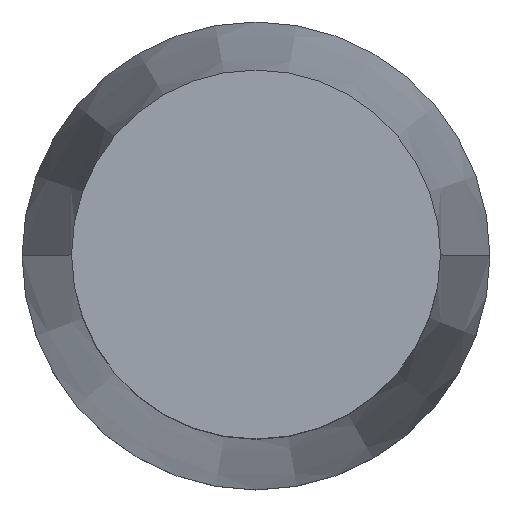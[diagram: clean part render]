
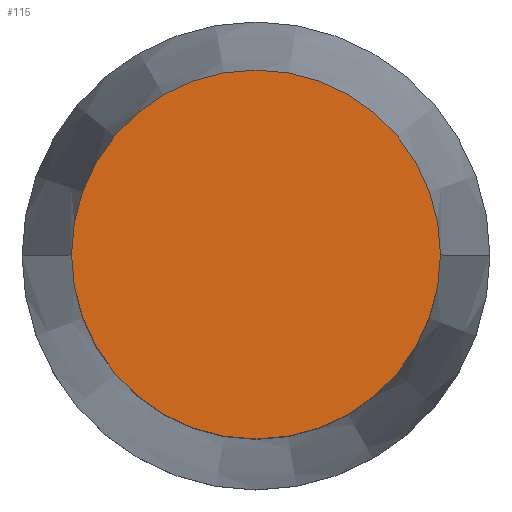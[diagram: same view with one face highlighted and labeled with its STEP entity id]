
A CAD part, top view. The second image highlights one B-rep face of the part: STEP entity #115.
In plain terms, the highlighted planar face has unit normal (0, 0, 1).
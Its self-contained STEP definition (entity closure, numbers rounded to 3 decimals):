
#3 = AXIS2_PLACEMENT_3D ( 'NONE', #650, #670, #672 ) ;
#9 = AXIS2_PLACEMENT_3D ( 'NONE', #568, #297, #221 ) ;
#15 = CARTESIAN_POINT ( 'NONE',  ( -10.25, 0., 0. ) ) ;
#18 = VERTEX_POINT ( 'NONE', #15 ) ;
#94 = ORIENTED_EDGE ( 'NONE', *, *, #130, .T. ) ;
#115 = ADVANCED_FACE ( 'NONE', ( #453 ), #406, .F. ) ;
#130 = EDGE_CURVE ( 'NONE', #237, #18, #288, .T. ) ;
#216 = EDGE_LOOP ( 'NONE', ( #94, #335 ) ) ;
#221 = DIRECTION ( 'NONE',  ( 1., 0., 0. ) ) ;
#237 = VERTEX_POINT ( 'NONE', #368 ) ;
#258 = CIRCLE ( 'NONE', #9, 10.25 ) ;
#272 = EDGE_CURVE ( 'NONE', #18, #237, #258, .T. ) ;
#288 = CIRCLE ( 'NONE', #3, 10.25 ) ;
#297 = DIRECTION ( 'NONE',  ( 0., 0., 1. ) ) ;
#335 = ORIENTED_EDGE ( 'NONE', *, *, #272, .T. ) ;
#341 = AXIS2_PLACEMENT_3D ( 'NONE', #382, #648, #618 ) ;
#368 = CARTESIAN_POINT ( 'NONE',  ( 10.25, 0., 0. ) ) ;
#382 = CARTESIAN_POINT ( 'NONE',  ( 0., 0., 0. ) ) ;
#406 = PLANE ( 'NONE',  #341 ) ;
#453 = FACE_OUTER_BOUND ( 'NONE', #216, .T. ) ;
#568 = CARTESIAN_POINT ( 'NONE',  ( 0., 0., 0. ) ) ;
#618 = DIRECTION ( 'NONE',  ( -1., 0., 0. ) ) ;
#648 = DIRECTION ( 'NONE',  ( 0., 0., -1. ) ) ;
#650 = CARTESIAN_POINT ( 'NONE',  ( 0., 0., 0. ) ) ;
#670 = DIRECTION ( 'NONE',  ( 0., 0., 1. ) ) ;
#672 = DIRECTION ( 'NONE',  ( 1., 0., 0. ) ) ;
